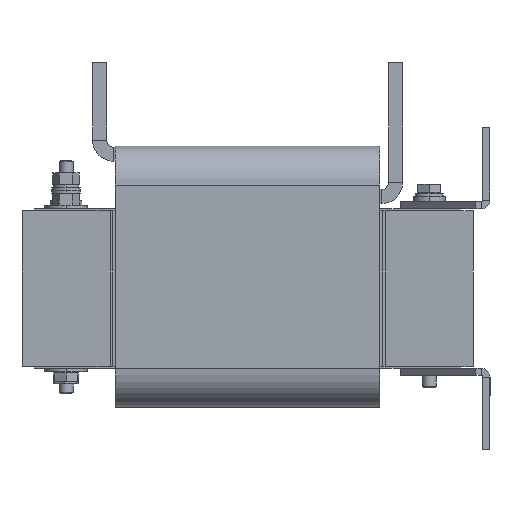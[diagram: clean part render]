
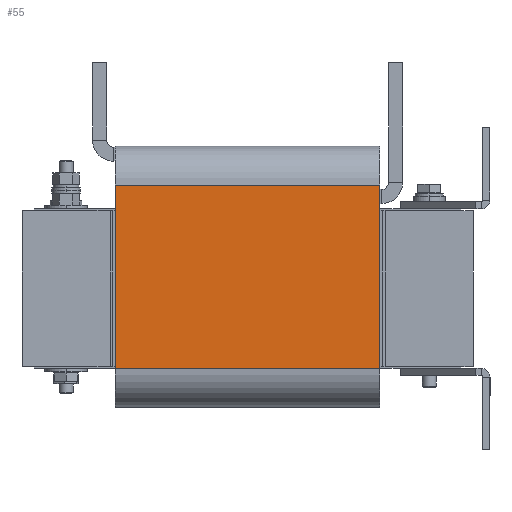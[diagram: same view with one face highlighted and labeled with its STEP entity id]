
A CAD part, left-side view. The second image highlights one B-rep face of the part: STEP entity #55.
In plain terms, the highlighted planar face has unit normal (-1, 0, 0).
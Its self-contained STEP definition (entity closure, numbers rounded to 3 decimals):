
#55 = ADVANCED_FACE ( 'Defeature ausgef�hrt2_43', ( #13152 ), #6850, .T. ) ;
#129 = VERTEX_POINT ( 'NONE', #12595 ) ;
#1068 = LINE ( 'NONE', #8425, #6752 ) ;
#1351 = VERTEX_POINT ( 'NONE', #7117 ) ;
#1421 = CARTESIAN_POINT ( 'NONE',  ( -149., 75., 0. ) ) ;
#2597 = ORIENTED_EDGE ( 'NONE', *, *, #12521, .F. ) ;
#2628 = VERTEX_POINT ( 'NONE', #3918 ) ;
#3178 = VECTOR ( 'NONE', #13801, 1000. ) ;
#3195 = EDGE_LOOP ( 'NONE', ( #2597, #12599, #5037, #4155 ) ) ;
#3489 = DIRECTION ( 'NONE',  ( -1., 0., 0. ) ) ;
#3613 = DIRECTION ( 'NONE',  ( 0., 0., -1. ) ) ;
#3866 = AXIS2_PLACEMENT_3D ( 'NONE', #13638, #3489, #7859 ) ;
#3898 = LINE ( 'NONE', #12757, #3178 ) ;
#3918 = CARTESIAN_POINT ( 'NONE',  ( -149., -75., -45.25 ) ) ;
#4155 = ORIENTED_EDGE ( 'NONE', *, *, #4926, .T. ) ;
#4495 = VECTOR ( 'NONE', #11547, 1000. ) ;
#4926 = EDGE_CURVE ( 'Defeature ausgef�hrt2_43+Defeature ausgef�hrt2_42+Defeature ausgef�hrt2_40+Defeature ausgef�hrt2_41', #1351, #2628, #14815, .T. ) ;
#5037 = ORIENTED_EDGE ( 'NONE', *, *, #14745, .T. ) ;
#6030 = CARTESIAN_POINT ( 'NONE',  ( -149., -75., 58.75 ) ) ;
#6752 = VECTOR ( 'NONE', #3613, 1000. ) ;
#6775 = VECTOR ( 'NONE', #11399, 1000. ) ;
#6850 = PLANE ( 'NONE',  #3866 ) ;
#7117 = CARTESIAN_POINT ( 'NONE',  ( -149., 75., -45.25 ) ) ;
#7859 = DIRECTION ( 'NONE',  ( 0., 1., 0. ) ) ;
#8425 = CARTESIAN_POINT ( 'NONE',  ( -149., -75., 0. ) ) ;
#9468 = VERTEX_POINT ( 'NONE', #6030 ) ;
#11399 = DIRECTION ( 'NONE',  ( 0., -1., 0. ) ) ;
#11547 = DIRECTION ( 'NONE',  ( 0., 0., -1. ) ) ;
#12521 = EDGE_CURVE ( 'Defeature ausgef�hrt2_41+Defeature ausgef�hrt2_43+Defeature ausgef�hrt2_44+Defeature ausgef�hrt2_42', #9468, #2628, #1068, .T. ) ;
#12595 = CARTESIAN_POINT ( 'NONE',  ( -149., 75., 58.75 ) ) ;
#12599 = ORIENTED_EDGE ( 'NONE', *, *, #13026, .F. ) ;
#12757 = CARTESIAN_POINT ( 'NONE',  ( -149., 75., 58.75 ) ) ;
#13026 = EDGE_CURVE ( 'Defeature ausgef�hrt2_44+Defeature ausgef�hrt2_43+Defeature ausgef�hrt2_40+Defeature ausgef�hrt2_41', #129, #9468, #3898, .T. ) ;
#13152 = FACE_OUTER_BOUND ( 'NONE', #3195, .T. ) ;
#13427 = LINE ( 'NONE', #1421, #4495 ) ;
#13493 = CARTESIAN_POINT ( 'NONE',  ( -149., 75., -45.25 ) ) ;
#13638 = CARTESIAN_POINT ( 'NONE',  ( -149., 75., 0. ) ) ;
#13801 = DIRECTION ( 'NONE',  ( 0., -1., 0. ) ) ;
#14745 = EDGE_CURVE ( 'Defeature ausgef�hrt2_43+Defeature ausgef�hrt2_40+Defeature ausgef�hrt2_44+Defeature ausgef�hrt2_42', #129, #1351, #13427, .T. ) ;
#14815 = LINE ( 'NONE', #13493, #6775 ) ;
